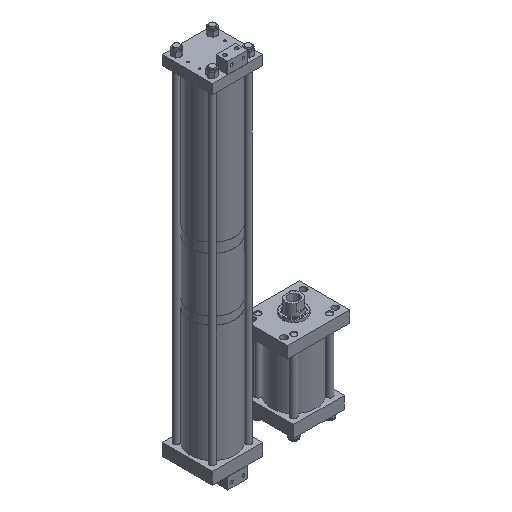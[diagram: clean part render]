
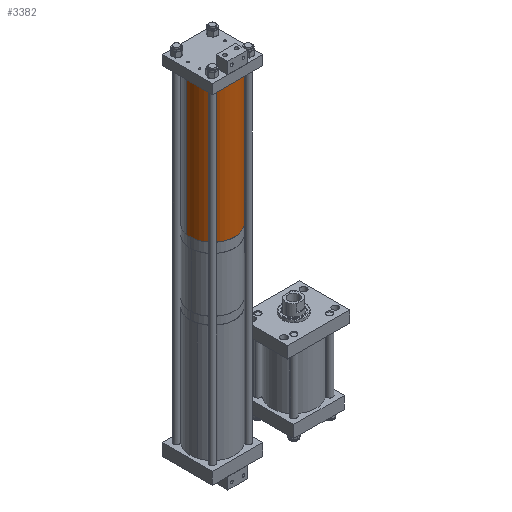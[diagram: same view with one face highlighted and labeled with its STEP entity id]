
A CAD part, isometric view. The second image highlights one B-rep face of the part: STEP entity #3382.
In plain terms, the highlighted cylindrical face has radius 73.025 mm (diameter 146.05 mm), a partial arc.
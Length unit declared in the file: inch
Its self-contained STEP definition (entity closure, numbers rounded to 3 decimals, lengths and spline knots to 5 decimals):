
#344 = LINE ( 'NONE', #8579, #10390 ) ;
#419 = DIRECTION ( 'NONE',  ( 0., 0., 1. ) ) ;
#878 = CARTESIAN_POINT ( 'NONE',  ( 2.875, 0., 17.688 ) ) ;
#1338 = DIRECTION ( 'NONE',  ( 0., 0., -1. ) ) ;
#1692 = ORIENTED_EDGE ( 'NONE', *, *, #9821, .T. ) ;
#2387 = ORIENTED_EDGE ( 'NONE', *, *, #11272, .F. ) ;
#2674 = AXIS2_PLACEMENT_3D ( 'NONE', #8155, #6963, #11899 ) ;
#3382 = ADVANCED_FACE ( 'NONE', ( #13979 ), #4275, .T. ) ;
#3465 = CARTESIAN_POINT ( 'NONE',  ( 0., 0., 0. ) ) ;
#4163 = CARTESIAN_POINT ( 'NONE',  ( 0., 0., 17.688 ) ) ;
#4270 = VERTEX_POINT ( 'NONE', #12788 ) ;
#4275 = CYLINDRICAL_SURFACE ( 'NONE', #2674, 2.875 ) ;
#5636 = AXIS2_PLACEMENT_3D ( 'NONE', #4163, #419, #10216 ) ;
#5850 = CARTESIAN_POINT ( 'NONE',  ( -2.875, 0., 17.688 ) ) ;
#6019 = ORIENTED_EDGE ( 'NONE', *, *, #8875, .F. ) ;
#6603 = VERTEX_POINT ( 'NONE', #5850 ) ;
#6738 = VERTEX_POINT ( 'NONE', #12258 ) ;
#6963 = DIRECTION ( 'NONE',  ( 0., 0., -1. ) ) ;
#6990 = DIRECTION ( 'NONE',  ( 1., 0., 0. ) ) ;
#7203 = AXIS2_PLACEMENT_3D ( 'NONE', #3465, #9406, #6990 ) ;
#8047 = CARTESIAN_POINT ( 'NONE',  ( 2.875, 0., 17.688 ) ) ;
#8126 = CIRCLE ( 'NONE', #5636, 2.875 ) ;
#8155 = CARTESIAN_POINT ( 'NONE',  ( 0., 0., 17.688 ) ) ;
#8579 = CARTESIAN_POINT ( 'NONE',  ( -2.875, 0., 17.688 ) ) ;
#8875 = EDGE_CURVE ( 'NONE', #6603, #15457, #8126, .T. ) ;
#9097 = ORIENTED_EDGE ( 'NONE', *, *, #11772, .T. ) ;
#9406 = DIRECTION ( 'NONE',  ( 0., 0., 1. ) ) ;
#9459 = LINE ( 'NONE', #8047, #13463 ) ;
#9821 = EDGE_CURVE ( 'NONE', #6603, #6738, #344, .T. ) ;
#10202 = CIRCLE ( 'NONE', #7203, 2.875 ) ;
#10216 = DIRECTION ( 'NONE',  ( 1., 0., 0. ) ) ;
#10390 = VECTOR ( 'NONE', #1338, 39.37008 ) ;
#10456 = DIRECTION ( 'NONE',  ( 0., 0., -1. ) ) ;
#10527 = EDGE_LOOP ( 'NONE', ( #2387, #6019, #1692, #9097 ) ) ;
#11272 = EDGE_CURVE ( 'NONE', #15457, #4270, #9459, .T. ) ;
#11772 = EDGE_CURVE ( 'NONE', #6738, #4270, #10202, .T. ) ;
#11899 = DIRECTION ( 'NONE',  ( -1., 0., 0. ) ) ;
#12258 = CARTESIAN_POINT ( 'NONE',  ( -2.875, 0., 0. ) ) ;
#12788 = CARTESIAN_POINT ( 'NONE',  ( 2.875, 0., 0. ) ) ;
#13463 = VECTOR ( 'NONE', #10456, 39.37008 ) ;
#13979 = FACE_OUTER_BOUND ( 'NONE', #10527, .T. ) ;
#15457 = VERTEX_POINT ( 'NONE', #878 ) ;
